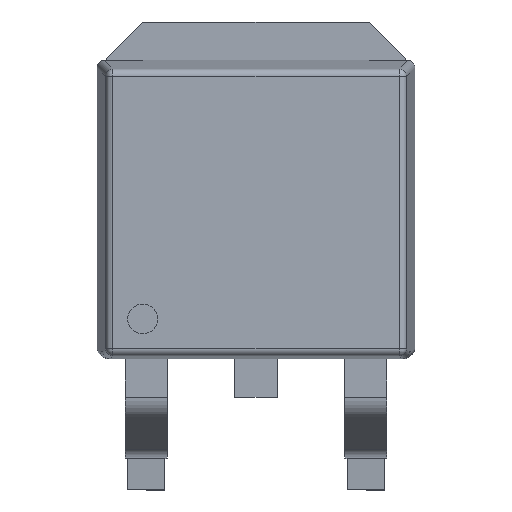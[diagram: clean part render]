
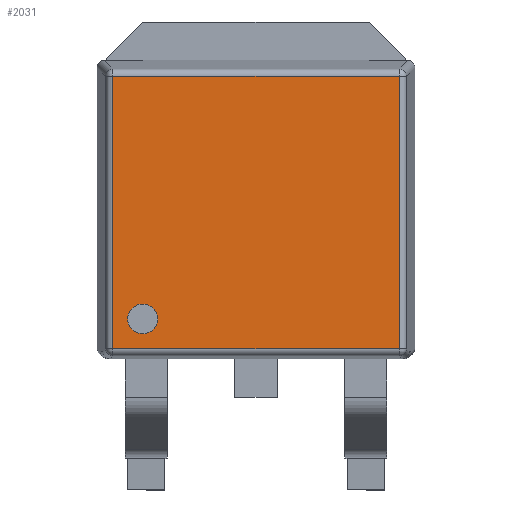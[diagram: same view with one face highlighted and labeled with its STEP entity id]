
A CAD part, top view. The second image highlights one B-rep face of the part: STEP entity #2031.
In plain terms, the highlighted planar face has unit normal (0, 0, 1).
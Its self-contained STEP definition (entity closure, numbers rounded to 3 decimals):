
#127 = ORIENTED_EDGE ( 'NONE', *, *, #3659, .T. ) ;
#188 = CARTESIAN_POINT ( 'NONE',  ( -3.111, 2.769, 1.2 ) ) ;
#240 = LINE ( 'NONE', #1090, #2228 ) ;
#242 = AXIS2_PLACEMENT_3D ( 'NONE', #1156, #1695, #3704 ) ;
#285 = CARTESIAN_POINT ( 'NONE',  ( -2.046, -2.274, 1.2 ) ) ;
#394 = EDGE_LOOP ( 'NONE', ( #127, #2698, #1552, #1953 ) ) ;
#448 = CARTESIAN_POINT ( 'NONE',  ( 0., 0., 1.2 ) ) ;
#533 = EDGE_CURVE ( 'NONE', #2413, #2147, #1346, .T. ) ;
#593 = LINE ( 'NONE', #3171, #3511 ) ;
#613 = EDGE_CURVE ( 'NONE', #2093, #849, #1986, .T. ) ;
#764 = LINE ( 'NONE', #188, #2864 ) ;
#794 = CARTESIAN_POINT ( 'NONE',  ( 3.111, -2.894, 1.2 ) ) ;
#804 = EDGE_CURVE ( 'NONE', #849, #2093, #1441, .T. ) ;
#849 = VERTEX_POINT ( 'NONE', #285 ) ;
#1012 = FACE_BOUND ( 'NONE', #2463, .T. ) ;
#1090 = CARTESIAN_POINT ( 'NONE',  ( -2.976, -3.029, 1.2 ) ) ;
#1156 = CARTESIAN_POINT ( 'NONE',  ( -2.356, -2.274, 1.2 ) ) ;
#1225 = DIRECTION ( 'NONE',  ( 1., 0., 0. ) ) ;
#1281 = ORIENTED_EDGE ( 'NONE', *, *, #613, .F. ) ;
#1284 = CARTESIAN_POINT ( 'NONE',  ( -2.666, -2.274, 1.2 ) ) ;
#1305 = VERTEX_POINT ( 'NONE', #2488 ) ;
#1333 = DIRECTION ( 'NONE',  ( -1., 0., 0. ) ) ;
#1346 = LINE ( 'NONE', #794, #3371 ) ;
#1441 = CIRCLE ( 'NONE', #3277, 0.31 ) ;
#1449 = CARTESIAN_POINT ( 'NONE',  ( -2.976, -2.894, 1.2 ) ) ;
#1552 = ORIENTED_EDGE ( 'NONE', *, *, #3736, .T. ) ;
#1610 = FACE_OUTER_BOUND ( 'NONE', #394, .T. ) ;
#1686 = DIRECTION ( 'NONE',  ( 0., 1., 0. ) ) ;
#1695 = DIRECTION ( 'NONE',  ( 0., 0., 1. ) ) ;
#1953 = ORIENTED_EDGE ( 'NONE', *, *, #2790, .T. ) ;
#1986 = CIRCLE ( 'NONE', #242, 0.31 ) ;
#2031 = ADVANCED_FACE ( 'NONE', ( #1012, #1610 ), #3616, .T. ) ;
#2093 = VERTEX_POINT ( 'NONE', #1284 ) ;
#2102 = AXIS2_PLACEMENT_3D ( 'NONE', #448, #2771, #2155 ) ;
#2123 = VERTEX_POINT ( 'NONE', #3330 ) ;
#2147 = VERTEX_POINT ( 'NONE', #3085 ) ;
#2155 = DIRECTION ( 'NONE',  ( 1., 0., 0. ) ) ;
#2178 = DIRECTION ( 'NONE',  ( 1., 0., 0. ) ) ;
#2228 = VECTOR ( 'NONE', #2305, 1000. ) ;
#2305 = DIRECTION ( 'NONE',  ( 0., -1., 0. ) ) ;
#2413 = VERTEX_POINT ( 'NONE', #1449 ) ;
#2463 = EDGE_LOOP ( 'NONE', ( #2539, #1281 ) ) ;
#2488 = CARTESIAN_POINT ( 'NONE',  ( 2.976, 2.769, 1.2 ) ) ;
#2539 = ORIENTED_EDGE ( 'NONE', *, *, #804, .F. ) ;
#2698 = ORIENTED_EDGE ( 'NONE', *, *, #533, .T. ) ;
#2771 = DIRECTION ( 'NONE',  ( 0., 0., 1. ) ) ;
#2790 = EDGE_CURVE ( 'NONE', #1305, #2123, #764, .T. ) ;
#2864 = VECTOR ( 'NONE', #1333, 1000. ) ;
#2958 = DIRECTION ( 'NONE',  ( 0., 0., 1. ) ) ;
#3085 = CARTESIAN_POINT ( 'NONE',  ( 2.976, -2.894, 1.2 ) ) ;
#3171 = CARTESIAN_POINT ( 'NONE',  ( 2.976, 2.905, 1.2 ) ) ;
#3277 = AXIS2_PLACEMENT_3D ( 'NONE', #3535, #2958, #1225 ) ;
#3330 = CARTESIAN_POINT ( 'NONE',  ( -2.976, 2.769, 1.2 ) ) ;
#3371 = VECTOR ( 'NONE', #2178, 1000. ) ;
#3511 = VECTOR ( 'NONE', #1686, 1000. ) ;
#3535 = CARTESIAN_POINT ( 'NONE',  ( -2.356, -2.274, 1.2 ) ) ;
#3616 = PLANE ( 'NONE',  #2102 ) ;
#3659 = EDGE_CURVE ( 'NONE', #2123, #2413, #240, .T. ) ;
#3704 = DIRECTION ( 'NONE',  ( 1., 0., 0. ) ) ;
#3736 = EDGE_CURVE ( 'NONE', #2147, #1305, #593, .T. ) ;
